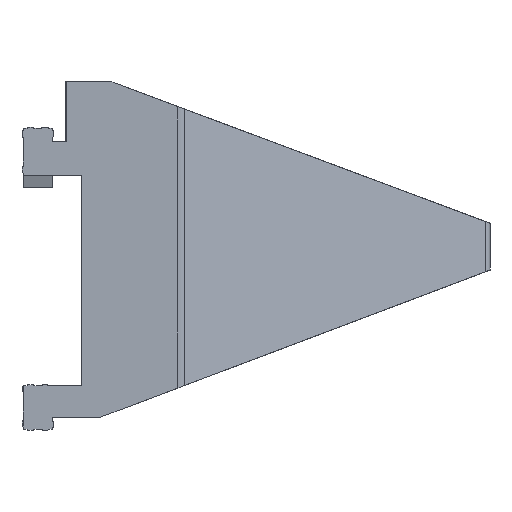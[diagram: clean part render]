
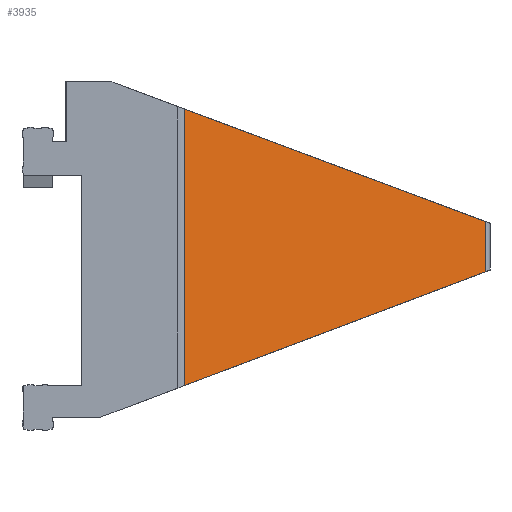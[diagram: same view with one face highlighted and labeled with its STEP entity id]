
A CAD part, left-side view. The second image highlights one B-rep face of the part: STEP entity #3935.
In plain terms, the highlighted planar face has unit normal (-0.97, -0.242, 0).
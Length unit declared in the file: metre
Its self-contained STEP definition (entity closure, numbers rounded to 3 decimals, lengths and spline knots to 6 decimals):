
#1016=ORIENTED_EDGE('',*,*,#1795,.T.);
#1017=ORIENTED_EDGE('',*,*,#1796,.T.);
#1018=ORIENTED_EDGE('',*,*,#1797,.T.);
#1019=ORIENTED_EDGE('',*,*,#1580,.F.);
#1580=EDGE_CURVE('',#2116,#2117,#2502,.T.);
#1795=EDGE_CURVE('',#2116,#2223,#2703,.T.);
#1796=EDGE_CURVE('',#2223,#2224,#2704,.T.);
#1797=EDGE_CURVE('',#2224,#2117,#2705,.F.);
#2116=VERTEX_POINT('',#5876);
#2117=VERTEX_POINT('',#5878);
#2223=VERTEX_POINT('',#6313);
#2224=VERTEX_POINT('',#6315);
#2502=LINE('',#5877,#2997);
#2703=LINE('',#6312,#3198);
#2704=LINE('',#6314,#3199);
#2705=LINE('',#6316,#3200);
#2997=VECTOR('',#4655,1.);
#3198=VECTOR('',#5096,1.);
#3199=VECTOR('',#5097,1.);
#3200=VECTOR('',#5098,1.);
#3385=EDGE_LOOP('',(#1016,#1017,#1018,#1019));
#3580=FACE_BOUND('',#3385,.T.);
#3762=PLANE('',#4191);
#3935=ADVANCED_FACE('',(#3580),#3762,.F.);
#4191=AXIS2_PLACEMENT_3D('',#6311,#5094,#5095);
#4655=DIRECTION('',(-0.228,0.911,-0.344));
#5094=DIRECTION('',(0.97,0.243,0.));
#5095=DIRECTION('',(-0.243,0.97,0.));
#5096=DIRECTION('',(0.,0.,1.));
#5097=DIRECTION('',(-0.228,0.912,0.341));
#5098=DIRECTION('',(0.,0.,1.));
#5876=CARTESIAN_POINT('',(-0.051374,-0.084149,-0.004286));
#5877=CARTESIAN_POINT('',(-0.058872,-0.054155,-0.015621));
#5878=CARTESIAN_POINT('',(-0.064254,-0.032627,-0.023757));
#6311=CARTESIAN_POINT('',(-0.056904,-0.06203,-0.037761));
#6312=CARTESIAN_POINT('',(-0.051374,-0.084149,0.012239));
#6313=CARTESIAN_POINT('',(-0.051374,-0.084149,0.004283));
#6314=CARTESIAN_POINT('',(-0.052993,-0.077672,0.006704));
#6315=CARTESIAN_POINT('',(-0.064254,-0.032627,0.02354));
#6316=CARTESIAN_POINT('',(-0.064254,-0.032627,-0.020761));
